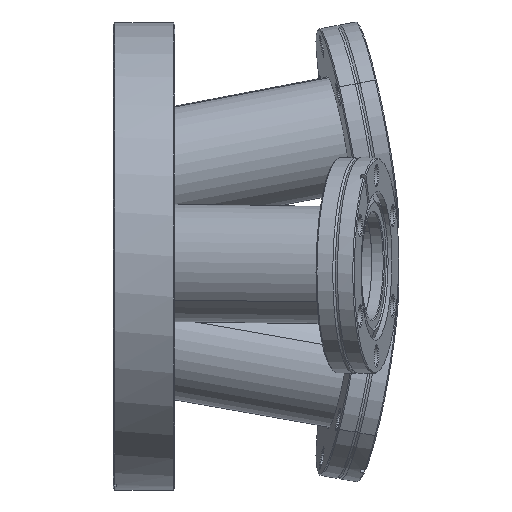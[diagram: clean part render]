
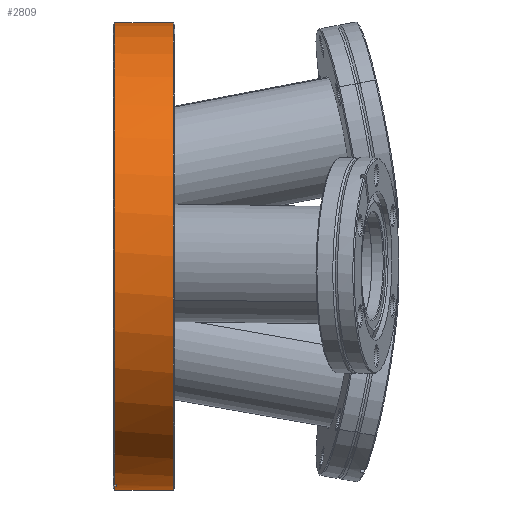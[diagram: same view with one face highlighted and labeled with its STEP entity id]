
A CAD part, left-side view. The second image highlights one B-rep face of the part: STEP entity #2809.
In plain terms, the highlighted cylindrical face has radius 75.8 mm (diameter 151.6 mm), a partial arc.
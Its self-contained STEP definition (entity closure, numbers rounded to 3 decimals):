
#139 = CYLINDRICAL_SURFACE ( 'NONE', #1498, 75.8 ) ;
#179 = VECTOR ( 'NONE', #2906, 1000. ) ;
#297 = FACE_OUTER_BOUND ( 'NONE', #1380, .T. ) ;
#622 = CARTESIAN_POINT ( 'NONE',  ( 0., 19.776, -75.8 ) ) ;
#627 = CARTESIAN_POINT ( 'NONE',  ( 0., -19.4, -75.8 ) ) ;
#657 = AXIS2_PLACEMENT_3D ( 'NONE', #3324, #3824, #787 ) ;
#670 = EDGE_CURVE ( 'NONE', #2541, #4526, #5993, .T. ) ;
#764 = ORIENTED_EDGE ( 'NONE', *, *, #5453, .T. ) ;
#787 = DIRECTION ( 'NONE',  ( 0., 0., 1. ) ) ;
#911 = VECTOR ( 'NONE', #5880, 1000. ) ;
#1050 = ORIENTED_EDGE ( 'NONE', *, *, #1294, .F. ) ;
#1078 = VERTEX_POINT ( 'NONE', #1617 ) ;
#1294 = EDGE_CURVE ( 'NONE', #2750, #3513, #2184, .T. ) ;
#1318 = ORIENTED_EDGE ( 'NONE', *, *, #670, .T. ) ;
#1380 = EDGE_LOOP ( 'NONE', ( #1050, #1956, #1578, #6392, #3252, #1318, #764, #4195 ) ) ;
#1484 = DIRECTION ( 'NONE',  ( 0., 1., 0. ) ) ;
#1498 = AXIS2_PLACEMENT_3D ( 'NONE', #5024, #1484, #6044 ) ;
#1578 = ORIENTED_EDGE ( 'NONE', *, *, #6464, .T. ) ;
#1617 = CARTESIAN_POINT ( 'NONE',  ( -13.806, -0.5, -74.532 ) ) ;
#1631 = EDGE_CURVE ( 'NONE', #1078, #3513, #5796, .T. ) ;
#1956 = ORIENTED_EDGE ( 'NONE', *, *, #3388, .T. ) ;
#1986 = DIRECTION ( 'NONE',  ( 0., 1., 0. ) ) ;
#2043 = DIRECTION ( 'NONE',  ( 0., 1., 0. ) ) ;
#2184 = LINE ( 'NONE', #622, #3351 ) ;
#2186 = CARTESIAN_POINT ( 'NONE',  ( 0., -0.5, 0. ) ) ;
#2403 = LINE ( 'NONE', #3356, #911 ) ;
#2541 = VERTEX_POINT ( 'NONE', #3474 ) ;
#2677 = DIRECTION ( 'NONE',  ( 0., 0., 1. ) ) ;
#2750 = VERTEX_POINT ( 'NONE', #627 ) ;
#2809 = ADVANCED_FACE ( 'NONE', ( #297 ), #139, .T. ) ;
#2827 = DIRECTION ( 'NONE',  ( 0., -1., 0. ) ) ;
#2906 = DIRECTION ( 'NONE',  ( 0., 1., 0. ) ) ;
#3071 = AXIS2_PLACEMENT_3D ( 'NONE', #5862, #2827, #6354 ) ;
#3141 = DIRECTION ( 'NONE',  ( 0., 1., 0. ) ) ;
#3175 = EDGE_CURVE ( 'NONE', #3894, #3676, #4374, .T. ) ;
#3252 = ORIENTED_EDGE ( 'NONE', *, *, #3934, .F. ) ;
#3324 = CARTESIAN_POINT ( 'NONE',  ( 0., -1., 0. ) ) ;
#3351 = VECTOR ( 'NONE', #3141, 1000. ) ;
#3356 = CARTESIAN_POINT ( 'NONE',  ( 0., 19.776, 75.8 ) ) ;
#3388 = EDGE_CURVE ( 'NONE', #2750, #5887, #4695, .T. ) ;
#3474 = CARTESIAN_POINT ( 'NONE',  ( -15.767, -1., -74.142 ) ) ;
#3513 = VERTEX_POINT ( 'NONE', #4262 ) ;
#3676 = VERTEX_POINT ( 'NONE', #6367 ) ;
#3824 = DIRECTION ( 'NONE',  ( 0., -1., 0. ) ) ;
#3894 = VERTEX_POINT ( 'NONE', #3965 ) ;
#3934 = EDGE_CURVE ( 'NONE', #2541, #3676, #4010, .T. ) ;
#3965 = CARTESIAN_POINT ( 'NONE',  ( 0., -0.5, 75.8 ) ) ;
#3985 = CARTESIAN_POINT ( 'NONE',  ( -15.767, 19.776, -74.142 ) ) ;
#4010 = LINE ( 'NONE', #3985, #5188 ) ;
#4195 = ORIENTED_EDGE ( 'NONE', *, *, #1631, .T. ) ;
#4262 = CARTESIAN_POINT ( 'NONE',  ( 0., -0.5, -75.8 ) ) ;
#4374 = CIRCLE ( 'NONE', #3071, 75.8 ) ;
#4407 = CARTESIAN_POINT ( 'NONE',  ( -13.806, 19.776, -74.532 ) ) ;
#4503 = CARTESIAN_POINT ( 'NONE',  ( 0., -19.4, 75.8 ) ) ;
#4526 = VERTEX_POINT ( 'NONE', #6035 ) ;
#4695 = CIRCLE ( 'NONE', #6326, 75.8 ) ;
#4825 = LINE ( 'NONE', #4407, #179 ) ;
#5024 = CARTESIAN_POINT ( 'NONE',  ( 0., 19.776, 0. ) ) ;
#5054 = CARTESIAN_POINT ( 'NONE',  ( 0., -19.4, 0. ) ) ;
#5188 = VECTOR ( 'NONE', #1986, 1000. ) ;
#5453 = EDGE_CURVE ( 'NONE', #4526, #1078, #4825, .T. ) ;
#5560 = DIRECTION ( 'NONE',  ( 0., 0., -1. ) ) ;
#5701 = DIRECTION ( 'NONE',  ( 0., -1., 0. ) ) ;
#5796 = CIRCLE ( 'NONE', #5944, 75.8 ) ;
#5862 = CARTESIAN_POINT ( 'NONE',  ( 0., -0.5, 0. ) ) ;
#5880 = DIRECTION ( 'NONE',  ( 0., 1., 0. ) ) ;
#5887 = VERTEX_POINT ( 'NONE', #4503 ) ;
#5944 = AXIS2_PLACEMENT_3D ( 'NONE', #2186, #5701, #2677 ) ;
#5993 = CIRCLE ( 'NONE', #657, 75.8 ) ;
#6035 = CARTESIAN_POINT ( 'NONE',  ( -13.806, -1., -74.532 ) ) ;
#6044 = DIRECTION ( 'NONE',  ( 0., 0., 1. ) ) ;
#6326 = AXIS2_PLACEMENT_3D ( 'NONE', #5054, #2043, #5560 ) ;
#6354 = DIRECTION ( 'NONE',  ( 0., 0., 1. ) ) ;
#6367 = CARTESIAN_POINT ( 'NONE',  ( -15.767, -0.5, -74.142 ) ) ;
#6392 = ORIENTED_EDGE ( 'NONE', *, *, #3175, .T. ) ;
#6464 = EDGE_CURVE ( 'NONE', #5887, #3894, #2403, .T. ) ;
